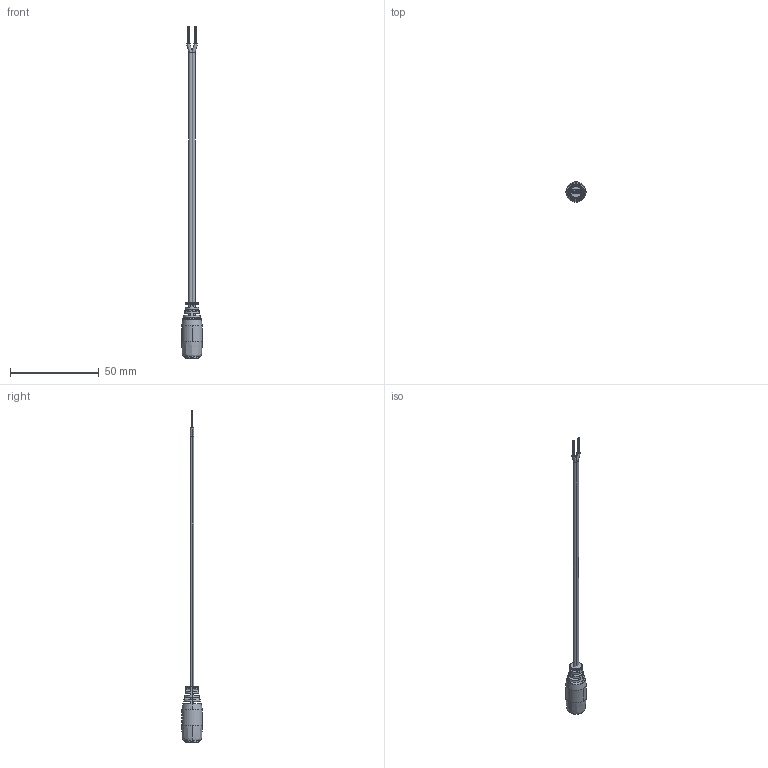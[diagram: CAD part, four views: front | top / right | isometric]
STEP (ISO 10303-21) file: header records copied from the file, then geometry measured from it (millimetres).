
FILE_DESCRIPTION (( 'STEP AP203' ), '1' );
FILE_NAME ('10-01097_revA.STEP', '2020-09-24T18:47:55', ( '' ), ( '' ), 'SwSTEP 2.0', 'SolidWorks 2015', '' );
FILE_SCHEMA (( 'CONFIG_CONTROL_DESIGN' ));
Length unit declared in the file: inch
Products named in the file (8): 50-00025 insulator; 24-00004; 50-00025 shell; 50-00025 pin; 10-01097_revA; 30-00003_stripped and tinned; 50-00025; 50-00025 contact
Assembly tree (7 placements, depth 3):
  10-01097_revA
    30-00003_stripped and tinned
    24-00004
    50-00025
      50-00025 insulator
      50-00025 pin
      50-00025 shell
      50-00025 contact
Bounding box: 11.4 x 11.4 x 186.56 mm (x, y, z)
Volume: 3273.6 mm3; surface area: 8329 mm2
Topology: 60 solids, 60 shells, 615 faces, 1373 edges, 890 vertices
Faces by surface type: cylinder 236, plane 218, bspline 106, torus 36, cone 19
Entity records: 21685 total; most frequent: CARTESIAN_POINT 7580, ORIENTED_EDGE 2742, DIRECTION 2668, EDGE_CURVE 1371, AXIS2_PLACEMENT_3D 1135, VERTEX_POINT 890, EDGE_LOOP 691, FACE_OUTER_BOUND 615
